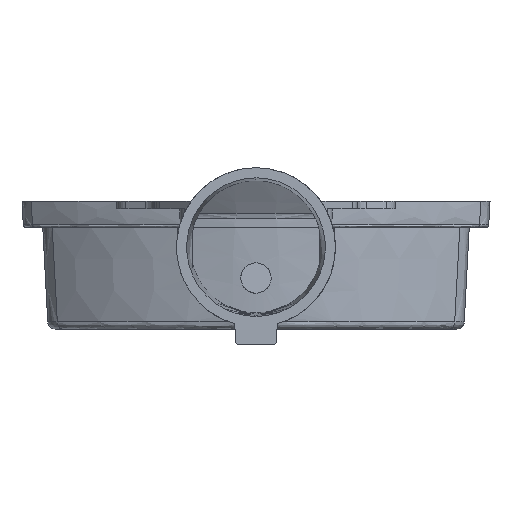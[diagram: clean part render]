
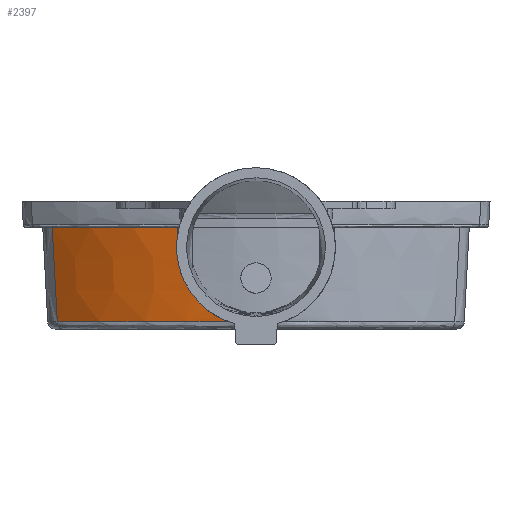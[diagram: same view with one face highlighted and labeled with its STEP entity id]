
A CAD part, left-side view. The second image highlights one B-rep face of the part: STEP entity #2397.
In plain terms, the highlighted free-form (B-spline) face has degree [3, 3] with [8, 4] control points.
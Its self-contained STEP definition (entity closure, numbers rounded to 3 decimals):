
#474=B_SPLINE_SURFACE_WITH_KNOTS('',3,3,((#34094,#34095,#34096,#34097),
(#34098,#34099,#34100,#34101),(#34102,#34103,#34104,#34105),(#34106,#34107,
#34108,#34109),(#34110,#34111,#34112,#34113),(#34114,#34115,#34116,#34117),
(#34118,#34119,#34120,#34121),(#34122,#34123,#34124,#34125)),
 .UNSPECIFIED.,.F.,.F.,.F.,(4,1,1,1,1,4),(4,4),(0.,0.2,0.4,
0.6,0.8,1.),(0.,1.),.UNSPECIFIED.);
#1846=B_SPLINE_CURVE_WITH_KNOTS('',3,(#33352,#33353,#33354,#33355,#33356,
#33357),.UNSPECIFIED.,.F.,.F.,(4,2,4),(0.,0.5,1.),.UNSPECIFIED.);
#1886=B_SPLINE_CURVE_WITH_KNOTS('',3,(#34055,#34056,#34057,#34058,#34059,
#34060,#34061,#34062),.UNSPECIFIED.,.F.,.F.,(4,2,2,4),(0.,0.5,0.75,1.),
 .UNSPECIFIED.);
#1887=B_SPLINE_CURVE_WITH_KNOTS('',3,(#34065,#34066,#34067,#34068,#34069,
#34070,#34071),.UNSPECIFIED.,.F.,.F.,(4,3,4),(0.,0.671,1.),
 .UNSPECIFIED.);
#1888=B_SPLINE_CURVE_WITH_KNOTS('',3,(#34072,#34073,#34074,#34075,#34076,
#34077,#34078,#34079,#34080,#34081,#34082,#34083,#34084),.UNSPECIFIED.,
 .F.,.F.,(4,3,3,3,4),(0.,0.533,0.535,0.837,
1.),.UNSPECIFIED.);
#1889=B_SPLINE_CURVE_WITH_KNOTS('',3,(#34086,#34087,#34088,#34089,#34090,
#34091,#34092,#34093),.UNSPECIFIED.,.F.,.F.,(4,1,1,1,1,4),(0.,0.13,
0.36,0.591,0.821,1.),.UNSPECIFIED.);
#2397=ADVANCED_FACE('',(#3242),#474,.T.);
#3242=FACE_OUTER_BOUND('',#3988,.T.);
#3988=EDGE_LOOP('',(#6745,#6746,#6747,#6748,#6749));
#6745=ORIENTED_EDGE('',*,*,#11159,.T.);
#6746=ORIENTED_EDGE('',*,*,#11160,.T.);
#6747=ORIENTED_EDGE('',*,*,#11091,.F.);
#6748=ORIENTED_EDGE('',*,*,#11161,.T.);
#6749=ORIENTED_EDGE('',*,*,#11162,.T.);
#9484=VERTEX_POINT('',#33351);
#9485=VERTEX_POINT('',#33358);
#9536=VERTEX_POINT('',#34063);
#9537=VERTEX_POINT('',#34064);
#9538=VERTEX_POINT('',#34085);
#11091=EDGE_CURVE('',#9484,#9485,#1846,.T.);
#11159=EDGE_CURVE('',#9536,#9537,#1886,.T.);
#11160=EDGE_CURVE('',#9537,#9485,#1887,.T.);
#11161=EDGE_CURVE('',#9484,#9538,#1888,.T.);
#11162=EDGE_CURVE('',#9538,#9536,#1889,.T.);
#33351=CARTESIAN_POINT('',(-127.903,80.57,-1.001));
#33352=CARTESIAN_POINT('',(-127.903,80.57,-1.001));
#33353=CARTESIAN_POINT('',(-133.725,73.34,-1.001));
#33354=CARTESIAN_POINT('',(-138.721,65.529,-1.001));
#33355=CARTESIAN_POINT('',(-147.009,48.857,-1.001));
#33356=CARTESIAN_POINT('',(-150.206,40.177,-1.001));
#33357=CARTESIAN_POINT('',(-152.459,31.154,-1.001));
#33358=CARTESIAN_POINT('',(-152.459,31.154,-1.001));
#34055=CARTESIAN_POINT('',(-153.893,10.485,-38.458));
#34056=CARTESIAN_POINT('',(-153.521,16.338,-36.287));
#34057=CARTESIAN_POINT('',(-152.884,21.399,-32.323));
#34058=CARTESIAN_POINT('',(-152.217,26.749,-24.753));
#34059=CARTESIAN_POINT('',(-152.046,28.159,-21.977));
#34060=CARTESIAN_POINT('',(-151.897,30.142,-16.085));
#34061=CARTESIAN_POINT('',(-151.921,30.698,-13.051));
#34062=CARTESIAN_POINT('',(-152.06,30.816,-9.931));
#34063=CARTESIAN_POINT('',(-153.893,10.485,-38.458));
#34064=CARTESIAN_POINT('',(-152.06,30.816,-9.931));
#34065=CARTESIAN_POINT('',(-152.06,30.817,-9.931));
#34066=CARTESIAN_POINT('',(-152.149,30.892,-7.934));
#34067=CARTESIAN_POINT('',(-152.238,30.968,-5.938));
#34068=CARTESIAN_POINT('',(-152.327,31.043,-3.941));
#34069=CARTESIAN_POINT('',(-152.371,31.08,-2.961));
#34070=CARTESIAN_POINT('',(-152.415,31.117,-1.981));
#34071=CARTESIAN_POINT('',(-152.458,31.154,-1.001));
#34072=CARTESIAN_POINT('',(-127.902,80.57,-1.001));
#34073=CARTESIAN_POINT('',(-127.744,80.21,-7.656));
#34074=CARTESIAN_POINT('',(-127.585,79.85,-14.311));
#34075=CARTESIAN_POINT('',(-127.426,79.49,-20.966));
#34076=CARTESIAN_POINT('',(-127.426,79.489,-20.99));
#34077=CARTESIAN_POINT('',(-127.425,79.487,-21.013));
#34078=CARTESIAN_POINT('',(-127.424,79.486,-21.037));
#34079=CARTESIAN_POINT('',(-127.334,79.282,-24.804));
#34080=CARTESIAN_POINT('',(-127.244,79.079,-28.571));
#34081=CARTESIAN_POINT('',(-127.154,78.875,-32.338));
#34082=CARTESIAN_POINT('',(-127.105,78.765,-34.378));
#34083=CARTESIAN_POINT('',(-127.056,78.654,-36.418));
#34084=CARTESIAN_POINT('',(-127.007,78.544,-38.458));
#34085=CARTESIAN_POINT('',(-127.007,78.544,-38.458));
#34086=CARTESIAN_POINT('',(-127.007,78.544,-38.458));
#34087=CARTESIAN_POINT('',(-129.004,76.021,-38.458));
#34088=CARTESIAN_POINT('',(-134.272,68.817,-38.458));
#34089=CARTESIAN_POINT('',(-141.623,56.145,-38.458));
#34090=CARTESIAN_POINT('',(-148.148,40.298,-38.458));
#34091=CARTESIAN_POINT('',(-152.157,24.949,-38.458));
#34092=CARTESIAN_POINT('',(-153.526,14.899,-38.458));
#34093=CARTESIAN_POINT('',(-153.893,10.485,-38.458));
#34094=CARTESIAN_POINT('',(-156.154,6.789,-0.195));
#34095=CARTESIAN_POINT('',(-155.423,6.75,-14.166));
#34096=CARTESIAN_POINT('',(-154.692,6.712,-28.136));
#34097=CARTESIAN_POINT('',(-153.961,6.673,-42.107));
#34098=CARTESIAN_POINT('',(-155.849,12.571,-0.195));
#34099=CARTESIAN_POINT('',(-155.119,12.499,-14.166));
#34100=CARTESIAN_POINT('',(-154.39,12.427,-28.136));
#34101=CARTESIAN_POINT('',(-153.66,12.356,-42.107));
#34102=CARTESIAN_POINT('',(-154.455,24.093,-0.195));
#34103=CARTESIAN_POINT('',(-153.733,23.955,-14.166));
#34104=CARTESIAN_POINT('',(-153.012,23.818,-28.136));
#34105=CARTESIAN_POINT('',(-152.291,23.681,-42.107));
#34106=CARTESIAN_POINT('',(-150.055,40.937,-0.195));
#34107=CARTESIAN_POINT('',(-149.359,40.704,-14.166));
#34108=CARTESIAN_POINT('',(-148.663,40.47,-28.136));
#34109=CARTESIAN_POINT('',(-147.966,40.237,-42.107));
#34110=CARTESIAN_POINT('',(-143.427,57.035,-0.195));
#34111=CARTESIAN_POINT('',(-142.769,56.71,-14.166));
#34112=CARTESIAN_POINT('',(-142.11,56.385,-28.136));
#34113=CARTESIAN_POINT('',(-141.451,56.06,-42.107));
#34114=CARTESIAN_POINT('',(-134.691,72.093,-0.195));
#34115=CARTESIAN_POINT('',(-134.083,71.682,-14.166));
#34116=CARTESIAN_POINT('',(-133.474,71.272,-28.136));
#34117=CARTESIAN_POINT('',(-132.865,70.861,-42.107));
#34118=CARTESIAN_POINT('',(-127.568,81.256,-0.195));
#34119=CARTESIAN_POINT('',(-127.,80.793,-14.166));
#34120=CARTESIAN_POINT('',(-126.432,80.331,-28.136));
#34121=CARTESIAN_POINT('',(-125.863,79.868,-42.107));
#34122=CARTESIAN_POINT('',(-123.715,85.577,-0.195));
#34123=CARTESIAN_POINT('',(-123.168,85.09,-14.166));
#34124=CARTESIAN_POINT('',(-122.622,84.602,-28.136));
#34125=CARTESIAN_POINT('',(-122.075,84.115,-42.107));
